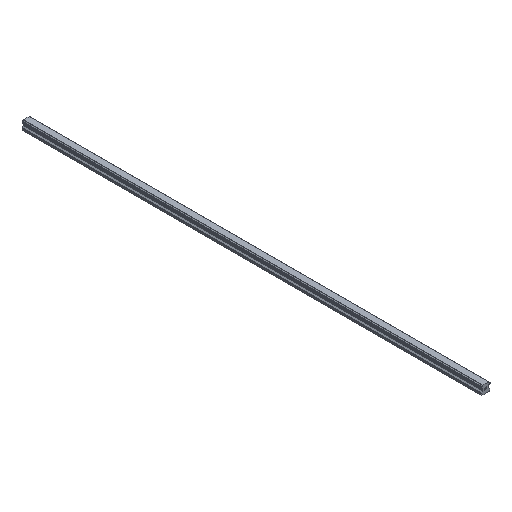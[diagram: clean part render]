
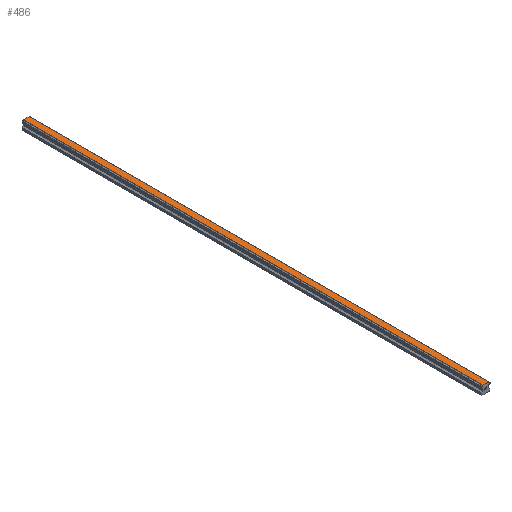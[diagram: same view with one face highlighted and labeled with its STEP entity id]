
A CAD part, isometric view. The second image highlights one B-rep face of the part: STEP entity #486.
In plain terms, the highlighted planar face has unit normal (0, 0, 1).
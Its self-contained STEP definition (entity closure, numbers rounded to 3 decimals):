
#486=ADVANCED_FACE('',(#995),#996,.T.);
#995=FACE_OUTER_BOUND('',#1534,.T.);
#996=PLANE('',#1535);
#1534=EDGE_LOOP('',(#2954,#2955,#2956,#2957));
#1535=AXIS2_PLACEMENT_3D('',#2958,#2959,#2960);
#2954=ORIENTED_EDGE('',*,*,#3620,.T.);
#2955=ORIENTED_EDGE('',*,*,#3750,.F.);
#2956=ORIENTED_EDGE('',*,*,#3482,.T.);
#2957=ORIENTED_EDGE('',*,*,#3748,.T.);
#2958=CARTESIAN_POINT('',(0.,800.0,15.));
#2959=DIRECTION('',(0.0,0.0,1.0));
#2960=DIRECTION('',(-1.0,0.0,0.0));
#3482=EDGE_CURVE('',#4265,#4263,#4266,.T.);
#3620=EDGE_CURVE('',#4496,#4494,#4497,.T.);
#3748=EDGE_CURVE('',#4263,#4496,#4647,.T.);
#3750=EDGE_CURVE('',#4265,#4494,#4649,.T.);
#4263=VERTEX_POINT('',#5343);
#4265=VERTEX_POINT('',#5346);
#4266=LINE('',#5347,#5348);
#4494=VERTEX_POINT('',#5662);
#4496=VERTEX_POINT('',#5665);
#4497=LINE('',#5666,#5667);
#4647=LINE('',#5851,#5852);
#4649=LINE('',#5854,#5855);
#5343=CARTESIAN_POINT('',(-5.049,800.0,15.));
#5346=CARTESIAN_POINT('',(5.049,800.0,15.));
#5347=CARTESIAN_POINT('',(5.049,800.0,15.));
#5348=VECTOR('',#6235,1.0);
#5662=CARTESIAN_POINT('',(5.049,0.0,15.));
#5665=CARTESIAN_POINT('',(-5.049,0.0,15.));
#5666=CARTESIAN_POINT('',(5.049,0.0,15.));
#5667=VECTOR('',#6401,1.0);
#5851=CARTESIAN_POINT('',(-5.049,800.0,15.));
#5852=VECTOR('',#6559,1.0);
#5854=CARTESIAN_POINT('',(5.049,800.0,15.));
#5855=VECTOR('',#6560,1.0);
#6235=DIRECTION('',(-1.0,0.0,0.0));
#6401=DIRECTION('',(1.0,0.0,0.0));
#6559=DIRECTION('',(0.0,-1.0,0.0));
#6560=DIRECTION('',(0.0,-1.0,0.0));
